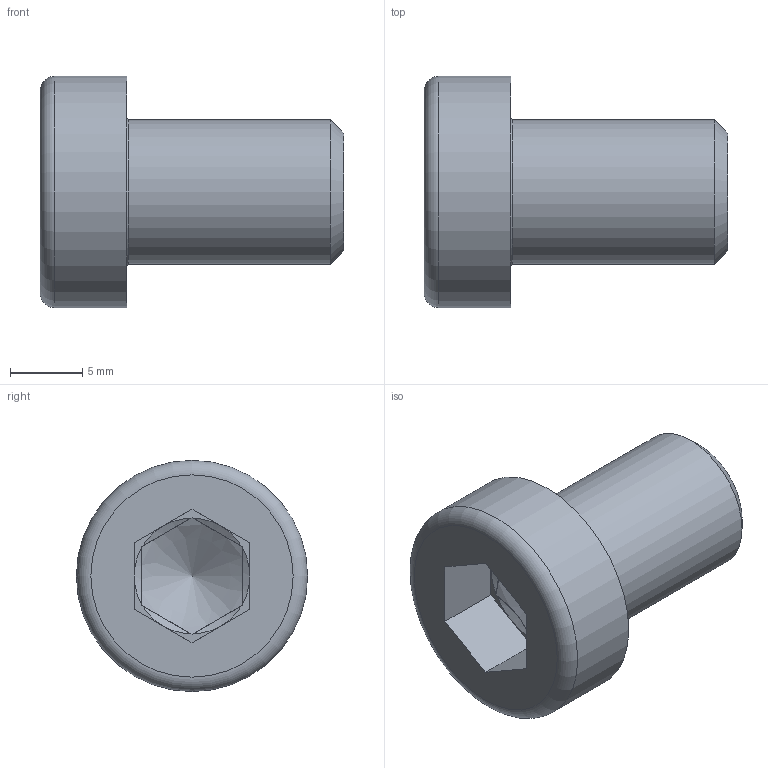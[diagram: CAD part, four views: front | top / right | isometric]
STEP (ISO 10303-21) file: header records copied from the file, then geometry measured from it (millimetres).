
FILE_DESCRIPTION(/* description */ ('원통형 머리 캡 나사'),/* implementation_level */ '2;1');
FILE_NAME(/* name */ 'INSERT HOLDER CLAMP SCREW-M10x1.5x15L.stp',/* time_stamp */ '2023-02-24T15:06:03+09:00',/* author */ ('KKK'),/* organization */ (''),/* preprocessor_version */ 'ST-DEVELOPER v18.1',/* originating_system */ 'Autodesk Inventor 2022',/* authorisation */ '');
FILE_SCHEMA (('AUTOMOTIVE_DESIGN { 1 0 10303 214 3 1 1 }'));
Length unit declared in the file: millimetre
Products named in the file (1): DIN 7984 - M10 x 16
Bounding box: 21 x 16 x 16 mm (x, y, z)
Volume: 2072.4 mm3; surface area: 1266.6 mm2
Topology: 1 solids, 1 shells, 33 faces, 78 edges, 48 vertices
Faces by surface type: plane 21, cone 8, torus 2, cylinder 2
Full cylindrical faces by diameter (mm): 10 x1, 16 x1
Entity records: 965 total; most frequent: CARTESIAN_POINT 185, DIRECTION 156, ORIENTED_EDGE 154, EDGE_CURVE 77, AXIS2_PLACEMENT_3D 58, VERTEX_POINT 48, LINE 40, VECTOR 40
